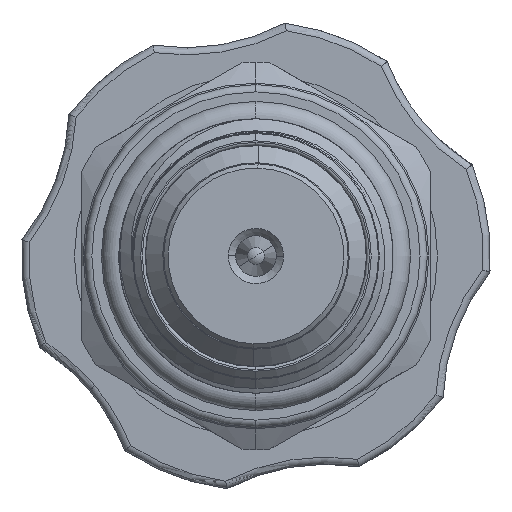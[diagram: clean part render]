
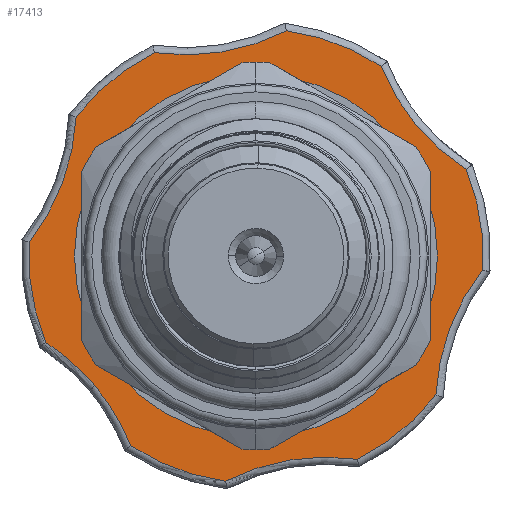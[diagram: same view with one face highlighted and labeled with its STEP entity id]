
A CAD part, front view. The second image highlights one B-rep face of the part: STEP entity #17413.
In plain terms, the highlighted planar face has unit normal (0, -1, 0).
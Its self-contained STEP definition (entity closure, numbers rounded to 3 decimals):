
#23 = ORIENTED_EDGE ( 'NONE', *, *, #7792, .F. ) ;
#25 = ORIENTED_EDGE ( 'NONE', *, *, #2674, .F. ) ;
#26 = ORIENTED_EDGE ( 'NONE', *, *, #2635, .T. ) ;
#27 = ORIENTED_EDGE ( 'NONE', *, *, #2597, .T. ) ;
#28 = ORIENTED_EDGE ( 'NONE', *, *, #2573, .T. ) ;
#29 = ORIENTED_EDGE ( 'NONE', *, *, #2741, .T. ) ;
#30 = ORIENTED_EDGE ( 'NONE', *, *, #2675, .T. ) ;
#32 = ORIENTED_EDGE ( 'NONE', *, *, #2616, .T. ) ;
#33 = ORIENTED_EDGE ( 'NONE', *, *, #2467, .T. ) ;
#34 = ORIENTED_EDGE ( 'NONE', *, *, #2734, .T. ) ;
#35 = ORIENTED_EDGE ( 'NONE', *, *, #2711, .T. ) ;
#36 = ORIENTED_EDGE ( 'NONE', *, *, #2465, .T. ) ;
#37 = ORIENTED_EDGE ( 'NONE', *, *, #2476, .T. ) ;
#39 = ORIENTED_EDGE ( 'NONE', *, *, #2458, .T. ) ;
#41 = ORIENTED_EDGE ( 'NONE', *, *, #7917, .T. ) ;
#146 = CARTESIAN_POINT ( 'NONE',  ( 0.988, 37.397, 0. ) ) ;
#201 = DIRECTION ( 'NONE',  ( 0., -1., 0. ) ) ;
#209 = DIRECTION ( 'NONE',  ( 0.766, 0., 0.643 ) ) ;
#523 = CARTESIAN_POINT ( 'NONE',  ( 23.695, 37.397, 18.681 ) ) ;
#1598 = CIRCLE ( 'NONE', #12939, 12.5 ) ;
#1728 = CIRCLE ( 'NONE', #12965, 15.163 ) ;
#2321 = FACE_OUTER_BOUND ( 'NONE', #17459, .T. ) ;
#2335 = FACE_BOUND ( 'NONE', #17480, .T. ) ;
#2458 = EDGE_CURVE ( 'NONE', #13302, #10057, #8297, .T. ) ;
#2465 = EDGE_CURVE ( 'NONE', #10083, #10081, #8253, .T. ) ;
#2467 = EDGE_CURVE ( 'NONE', #13209, #13216, #8329, .T. ) ;
#2476 = EDGE_CURVE ( 'NONE', #10057, #10083, #8254, .T. ) ;
#2573 = EDGE_CURVE ( 'NONE', #13215, #13227, #8187, .T. ) ;
#2597 = EDGE_CURVE ( 'NONE', #13227, #13213, #8321, .T. ) ;
#2616 = EDGE_CURVE ( 'NONE', #13216, #13210, #8378, .T. ) ;
#2635 = EDGE_CURVE ( 'NONE', #13213, #17130, #8417, .T. ) ;
#2674 = EDGE_CURVE ( 'NONE', #13181, #13179, #8387, .T. ) ;
#2675 = EDGE_CURVE ( 'NONE', #13210, #13222, #8390, .T. ) ;
#2711 = EDGE_CURVE ( 'NONE', #10081, #13226, #8432, .T. ) ;
#2734 = EDGE_CURVE ( 'NONE', #13226, #13209, #8179, .T. ) ;
#2741 = EDGE_CURVE ( 'NONE', #13222, #13215, #8175, .T. ) ;
#2987 = DIRECTION ( 'NONE',  ( 0.766, 0., 0.643 ) ) ;
#3001 = DIRECTION ( 'NONE',  ( 0., 1., 0. ) ) ;
#3009 = AXIS2_PLACEMENT_3D ( 'NONE', #15476, #15481, #15482 ) ;
#5333 = DIRECTION ( 'NONE',  ( 0.766, 0., 0.643 ) ) ;
#5334 = DIRECTION ( 'NONE',  ( 0., 1., 0. ) ) ;
#5335 = CARTESIAN_POINT ( 'NONE',  ( -21.719, 37.397, -18.681 ) ) ;
#6069 = DIRECTION ( 'NONE',  ( -0.766, 0., -0.643 ) ) ;
#6070 = DIRECTION ( 'NONE',  ( 0., -1., 0. ) ) ;
#6071 = CARTESIAN_POINT ( 'NONE',  ( 0.988, 37.397, 0. ) ) ;
#7586 = AXIS2_PLACEMENT_3D ( 'NONE', #146, #201, #209 ) ;
#7604 = AXIS2_PLACEMENT_3D ( 'NONE', #523, #3001, #2987 ) ;
#7623 = AXIS2_PLACEMENT_3D ( 'NONE', #10150, #10149, #10148 ) ;
#7636 = AXIS2_PLACEMENT_3D ( 'NONE', #10364, #10363, #10362 ) ;
#7691 = AXIS2_PLACEMENT_3D ( 'NONE', #10975, #10974, #10973 ) ;
#7698 = AXIS2_PLACEMENT_3D ( 'NONE', #11017, #11016, #11015 ) ;
#7699 = AXIS2_PLACEMENT_3D ( 'NONE', #11023, #11022, #11021 ) ;
#7704 = AXIS2_PLACEMENT_3D ( 'NONE', #11046, #11045, #11044 ) ;
#7792 = EDGE_CURVE ( 'NONE', #13179, #13181, #1598, .T. ) ;
#7917 = EDGE_CURVE ( 'NONE', #17130, #13302, #1728, .T. ) ;
#8175 = CIRCLE ( 'NONE', #12734, 15.163 ) ;
#8179 = CIRCLE ( 'NONE', #12776, 15.163 ) ;
#8187 = CIRCLE ( 'NONE', #7636, 15.65 ) ;
#8253 = CIRCLE ( 'NONE', #7699, 15.163 ) ;
#8254 = CIRCLE ( 'NONE', #7691, 15.65 ) ;
#8297 = CIRCLE ( 'NONE', #7704, 15.163 ) ;
#8321 = CIRCLE ( 'NONE', #7623, 15.163 ) ;
#8329 = CIRCLE ( 'NONE', #7698, 15.65 ) ;
#8378 = CIRCLE ( 'NONE', #7604, 15.163 ) ;
#8387 = CIRCLE ( 'NONE', #12915, 12.5 ) ;
#8390 = CIRCLE ( 'NONE', #12871, 15.65 ) ;
#8417 = CIRCLE ( 'NONE', #7586, 15.65 ) ;
#8432 = CIRCLE ( 'NONE', #12913, 15.65 ) ;
#9383 = DIRECTION ( 'NONE',  ( 0.766, 0., 0.643 ) ) ;
#9384 = DIRECTION ( 'NONE',  ( 0., 1., 0. ) ) ;
#9385 = CARTESIAN_POINT ( 'NONE',  ( -3.837, 37.397, 29.005 ) ) ;
#9410 = DIRECTION ( 'NONE',  ( 0.766, 0., 0.643 ) ) ;
#9411 = DIRECTION ( 'NONE',  ( 0., 1., 0. ) ) ;
#9412 = CARTESIAN_POINT ( 'NONE',  ( 28.519, 37.397, -10.324 ) ) ;
#9528 = DIRECTION ( 'NONE',  ( 0.766, 0., 0.643 ) ) ;
#9529 = DIRECTION ( 'NONE',  ( 0., -1., 0. ) ) ;
#9530 = CARTESIAN_POINT ( 'NONE',  ( 0.988, 37.397, 0. ) ) ;
#9977 = DIRECTION ( 'NONE',  ( 0.766, 0., 0.643 ) ) ;
#9978 = DIRECTION ( 'NONE',  ( 0., -1., 0. ) ) ;
#9979 = CARTESIAN_POINT ( 'NONE',  ( 0.988, 37.397, 0. ) ) ;
#9981 = DIRECTION ( 'NONE',  ( -0.766, 0., -0.643 ) ) ;
#9982 = DIRECTION ( 'NONE',  ( 0., -1., 0. ) ) ;
#9983 = CARTESIAN_POINT ( 'NONE',  ( 0.988, 37.397, 0. ) ) ;
#10057 = VERTEX_POINT ( 'NONE', #13993 ) ;
#10081 = VERTEX_POINT ( 'NONE', #14017 ) ;
#10083 = VERTEX_POINT ( 'NONE', #14019 ) ;
#10148 = DIRECTION ( 'NONE',  ( 0.766, 0., 0.643 ) ) ;
#10149 = DIRECTION ( 'NONE',  ( 0., 1., 0. ) ) ;
#10150 = CARTESIAN_POINT ( 'NONE',  ( -26.544, 37.397, 10.324 ) ) ;
#10362 = DIRECTION ( 'NONE',  ( 0.766, 0., 0.643 ) ) ;
#10363 = DIRECTION ( 'NONE',  ( 0., -1., 0. ) ) ;
#10364 = CARTESIAN_POINT ( 'NONE',  ( 0.988, 37.397, 0. ) ) ;
#10973 = DIRECTION ( 'NONE',  ( 0.766, 0., 0.643 ) ) ;
#10974 = DIRECTION ( 'NONE',  ( 0., -1., 0. ) ) ;
#10975 = CARTESIAN_POINT ( 'NONE',  ( 0.988, 37.397, 0. ) ) ;
#11015 = DIRECTION ( 'NONE',  ( 0.766, 0., 0.643 ) ) ;
#11016 = DIRECTION ( 'NONE',  ( 0., -1., 0. ) ) ;
#11017 = CARTESIAN_POINT ( 'NONE',  ( 0.988, 37.397, 0. ) ) ;
#11021 = DIRECTION ( 'NONE',  ( 0.766, 0., 0.643 ) ) ;
#11022 = DIRECTION ( 'NONE',  ( 0., 1., 0. ) ) ;
#11023 = CARTESIAN_POINT ( 'NONE',  ( 5.812, 37.397, -29.005 ) ) ;
#11044 = DIRECTION ( 'NONE',  ( 0.766, 0., 0.643 ) ) ;
#11045 = DIRECTION ( 'NONE',  ( 0., 1., 0. ) ) ;
#11046 = CARTESIAN_POINT ( 'NONE',  ( -21.719, 37.397, -18.681 ) ) ;
#12734 = AXIS2_PLACEMENT_3D ( 'NONE', #9385, #9384, #9383 ) ;
#12776 = AXIS2_PLACEMENT_3D ( 'NONE', #9412, #9411, #9410 ) ;
#12871 = AXIS2_PLACEMENT_3D ( 'NONE', #9979, #9978, #9977 ) ;
#12913 = AXIS2_PLACEMENT_3D ( 'NONE', #9530, #9529, #9528 ) ;
#12915 = AXIS2_PLACEMENT_3D ( 'NONE', #9983, #9982, #9981 ) ;
#12939 = AXIS2_PLACEMENT_3D ( 'NONE', #6071, #6070, #6069 ) ;
#12965 = AXIS2_PLACEMENT_3D ( 'NONE', #5335, #5334, #5333 ) ;
#13179 = VERTEX_POINT ( 'NONE', #14092 ) ;
#13181 = VERTEX_POINT ( 'NONE', #14094 ) ;
#13209 = VERTEX_POINT ( 'NONE', #14112 ) ;
#13210 = VERTEX_POINT ( 'NONE', #14113 ) ;
#13213 = VERTEX_POINT ( 'NONE', #14115 ) ;
#13215 = VERTEX_POINT ( 'NONE', #14116 ) ;
#13216 = VERTEX_POINT ( 'NONE', #14117 ) ;
#13222 = VERTEX_POINT ( 'NONE', #14123 ) ;
#13226 = VERTEX_POINT ( 'NONE', #14127 ) ;
#13227 = VERTEX_POINT ( 'NONE', #14128 ) ;
#13302 = VERTEX_POINT ( 'NONE', #14179 ) ;
#13993 = CARTESIAN_POINT ( 'NONE',  ( -7.637, 37.397, -13.059 ) ) ;
#14017 = CARTESIAN_POINT ( 'NONE',  ( 7.985, 37.397, -13.999 ) ) ;
#14019 = CARTESIAN_POINT ( 'NONE',  ( -1.101, 37.397, -15.51 ) ) ;
#14092 = CARTESIAN_POINT ( 'NONE',  ( 10.563, 37.397, 8.035 ) ) ;
#14094 = CARTESIAN_POINT ( 'NONE',  ( -8.588, 37.397, -8.035 ) ) ;
#14112 = CARTESIAN_POINT ( 'NONE',  ( 16.609, 37.397, -0.94 ) ) ;
#14113 = CARTESIAN_POINT ( 'NONE',  ( 9.612, 37.397, 13.059 ) ) ;
#14115 = CARTESIAN_POINT ( 'NONE',  ( -14.634, 37.397, 0.94 ) ) ;
#14116 = CARTESIAN_POINT ( 'NONE',  ( -6.01, 37.397, 13.999 ) ) ;
#14117 = CARTESIAN_POINT ( 'NONE',  ( 15.464, 37.397, 5.946 ) ) ;
#14123 = CARTESIAN_POINT ( 'NONE',  ( 3.076, 37.397, 15.51 ) ) ;
#14127 = CARTESIAN_POINT ( 'NONE',  ( 13.375, 37.397, -9.564 ) ) ;
#14128 = CARTESIAN_POINT ( 'NONE',  ( -11.4, 37.397, 9.564 ) ) ;
#14179 = CARTESIAN_POINT ( 'NONE',  ( -10.104, 37.397, -8.934 ) ) ;
#14291 = CARTESIAN_POINT ( 'NONE',  ( -13.489, 37.397, -5.946 ) ) ;
#15476 = CARTESIAN_POINT ( 'NONE',  ( 0.988, 37.397, 0. ) ) ;
#15479 = PLANE ( 'NONE',  #3009 ) ;
#15481 = DIRECTION ( 'NONE',  ( 0., 1., 0. ) ) ;
#15482 = DIRECTION ( 'NONE',  ( 0.766, 0., 0.643 ) ) ;
#17130 = VERTEX_POINT ( 'NONE', #14291 ) ;
#17413 = ADVANCED_FACE ( 'NONE', ( #2321, #2335 ), #15479, .F. ) ;
#17459 = EDGE_LOOP ( 'NONE', ( #41, #39, #37, #36, #35, #34, #33, #32, #30, #29, #28, #27, #26 ) ) ;
#17480 = EDGE_LOOP ( 'NONE', ( #25, #23 ) ) ;
